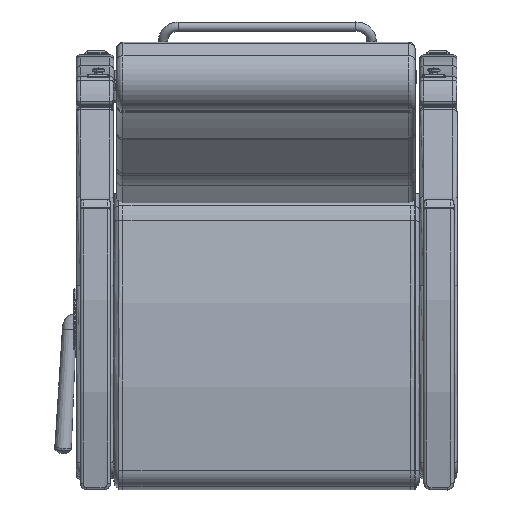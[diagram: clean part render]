
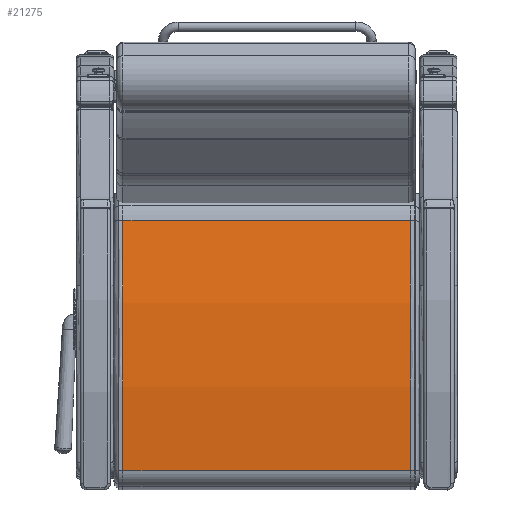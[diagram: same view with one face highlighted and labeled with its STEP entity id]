
A CAD part, front view. The second image highlights one B-rep face of the part: STEP entity #21275.
In plain terms, the highlighted free-form (B-spline) face has degree [1, 2] with [2, 3] control points.
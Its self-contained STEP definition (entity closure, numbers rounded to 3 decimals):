
#739=(
BOUNDED_SURFACE()
B_SPLINE_SURFACE(1,2,((#33039,#33040,#33041),(#33042,#33043,#33044)),
 .UNSPECIFIED.,.F.,.F.,.F.)
B_SPLINE_SURFACE_WITH_KNOTS((2,2),(3,3),(-0.193,0.193),
(1.362,1.699),.UNSPECIFIED.)
GEOMETRIC_REPRESENTATION_ITEM()
RATIONAL_B_SPLINE_SURFACE(((1.,0.986,1.),(1.,0.986,
1.)))
REPRESENTATION_ITEM('')
SURFACE()
);
#793=ELLIPSE('',#22885,60.054,60.);
#805=ELLIPSE('',#22927,60.054,60.);
#2376=FACE_OUTER_BOUND('',#3645,.T.);
#3645=EDGE_LOOP('',(#15122,#15123,#15124,#15125));
#5083=LINE('',#33038,#6584);
#5084=LINE('',#33045,#6585);
#6584=VECTOR('',#25778,0.394);
#6585=VECTOR('',#25779,0.394);
#9241=VERTEX_POINT('',#32211);
#9242=VERTEX_POINT('',#32234);
#9282=VERTEX_POINT('',#32451);
#9283=VERTEX_POINT('',#32474);
#11520=EDGE_CURVE('',#9242,#9241,#793,.T.);
#11579=EDGE_CURVE('',#9283,#9282,#805,.T.);
#11659=EDGE_CURVE('',#9241,#9283,#5083,.T.);
#11660=EDGE_CURVE('',#9242,#9282,#5084,.T.);
#15122=ORIENTED_EDGE('',*,*,#11520,.F.);
#15123=ORIENTED_EDGE('',*,*,#11660,.T.);
#15124=ORIENTED_EDGE('',*,*,#11579,.F.);
#15125=ORIENTED_EDGE('',*,*,#11659,.F.);
#21275=ADVANCED_FACE('',(#2376),#739,.F.);
#22885=AXIS2_PLACEMENT_3D('',#32236,#25531,#25532);
#22927=AXIS2_PLACEMENT_3D('',#32476,#25640,#25641);
#25531=DIRECTION('center_axis',(0.,0.,-1.));
#25532=DIRECTION('ref_axis',(1.,0.,0.));
#25640=DIRECTION('center_axis',(0.,0.,1.));
#25641=DIRECTION('ref_axis',(1.,0.,0.));
#25778=DIRECTION('',(0.,0.,1.));
#25779=DIRECTION('',(0.,0.,1.));
#32211=CARTESIAN_POINT('',(10.111,0.445,-11.563));
#32234=CARTESIAN_POINT('',(-10.045,1.256,-11.563));
#32236=CARTESIAN_POINT('Origin',(-2.35,-58.249,-11.563));
#32451=CARTESIAN_POINT('',(-10.045,1.256,11.563));
#32474=CARTESIAN_POINT('',(10.111,0.445,11.563));
#32476=CARTESIAN_POINT('Origin',(-2.35,-58.249,11.563));
#33038=CARTESIAN_POINT('',(10.111,0.445,0.));
#33039=CARTESIAN_POINT('Ctrl Pts',(10.111,0.445,-11.563));
#33040=CARTESIAN_POINT('Ctrl Pts',(0.103,2.566,-11.563));
#33041=CARTESIAN_POINT('Ctrl Pts',(-10.045,1.256,-11.563));
#33042=CARTESIAN_POINT('Ctrl Pts',(10.111,0.445,11.563));
#33043=CARTESIAN_POINT('Ctrl Pts',(0.103,2.566,11.563));
#33044=CARTESIAN_POINT('Ctrl Pts',(-10.045,1.256,11.563));
#33045=CARTESIAN_POINT('',(-10.045,1.256,0.));
